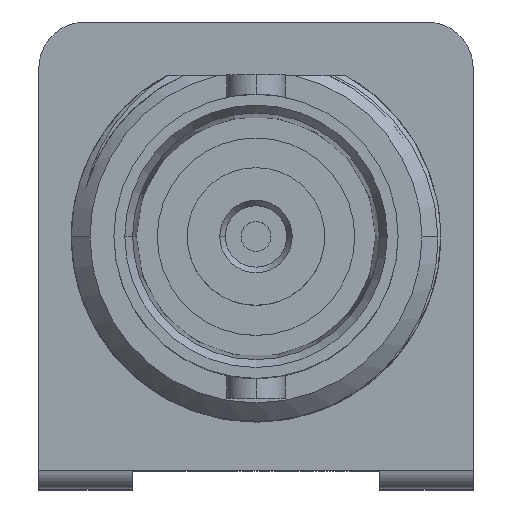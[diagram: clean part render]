
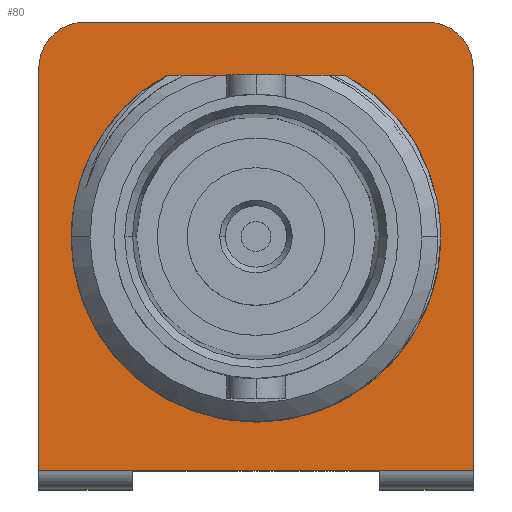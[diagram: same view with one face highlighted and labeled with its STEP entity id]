
A CAD part, top view. The second image highlights one B-rep face of the part: STEP entity #80.
In plain terms, the highlighted planar face has unit normal (0, 0, 1).
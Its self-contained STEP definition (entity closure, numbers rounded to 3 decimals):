
#80=ADVANCED_FACE('',(#331,#332),#333,.F.);
#331=FACE_OUTER_BOUND('',#776,.T.);
#332=FACE_BOUND('',#777,.T.);
#333=PLANE('',#778);
#776=EDGE_LOOP('',(#3711,#3712,#3713,#3714,#3715,#3716));
#777=EDGE_LOOP('',(#3717,#3718,#3719,#3720));
#778=AXIS2_PLACEMENT_3D('',#3721,#3722,#3723);
#3711=ORIENTED_EDGE('',*,*,#5241,.F.);
#3712=ORIENTED_EDGE('',*,*,#5242,.F.);
#3713=ORIENTED_EDGE('',*,*,#5243,.F.);
#3714=ORIENTED_EDGE('',*,*,#5244,.F.);
#3715=ORIENTED_EDGE('',*,*,#5245,.F.);
#3716=ORIENTED_EDGE('',*,*,#5246,.F.);
#3717=ORIENTED_EDGE('',*,*,#5240,.T.);
#3718=ORIENTED_EDGE('',*,*,#5069,.F.);
#3719=ORIENTED_EDGE('',*,*,#5073,.F.);
#3720=ORIENTED_EDGE('',*,*,#5247,.F.);
#3721=CARTESIAN_POINT('',(0.0,0.0,-21.209));
#3722=DIRECTION('',(0.0,0.0,-1.0));
#3723=DIRECTION('',(0.0,-1.0,0.0));
#5069=EDGE_CURVE('',#5647,#5649,#5650,.T.);
#5073=EDGE_CURVE('',#5654,#5647,#5657,.T.);
#5240=EDGE_CURVE('',#5839,#5649,#5963,.T.);
#5241=EDGE_CURVE('',#5964,#5965,#5966,.T.);
#5242=EDGE_CURVE('',#5967,#5964,#5968,.T.);
#5243=EDGE_CURVE('',#5969,#5967,#5970,.T.);
#5244=EDGE_CURVE('',#5971,#5969,#5972,.T.);
#5245=EDGE_CURVE('',#5973,#5971,#5974,.T.);
#5246=EDGE_CURVE('',#5965,#5973,#5975,.T.);
#5247=EDGE_CURVE('',#5839,#5654,#5976,.T.);
#5647=VERTEX_POINT('',#6625);
#5649=VERTEX_POINT('',#6628);
#5650=CIRCLE('',#6629,6.274);
#5654=VERTEX_POINT('',#6668);
#5657=CIRCLE('',#6672,6.274);
#5839=VERTEX_POINT('',#8077);
#5963=LINE('',#8417,#8418);
#5964=VERTEX_POINT('',#8419);
#5965=VERTEX_POINT('',#8420);
#5966=LINE('',#8421,#8422);
#5967=VERTEX_POINT('',#8423);
#5968=CIRCLE('',#8424,1.575);
#5969=VERTEX_POINT('',#8425);
#5970=LINE('',#8426,#8427);
#5971=VERTEX_POINT('',#8428);
#5972=LINE('',#8429,#8430);
#5973=VERTEX_POINT('',#8431);
#5974=LINE('',#8432,#8433);
#5975=CIRCLE('',#8434,1.575);
#5976=CIRCLE('',#8435,6.274);
#6625=CARTESIAN_POINT('',(6.274,0.,-21.209));
#6628=CARTESIAN_POINT('',(3.043,5.486,-21.209));
#6629=AXIS2_PLACEMENT_3D('',#10700,#10701,#10702);
#6668=CARTESIAN_POINT('',(-6.274,0.,-21.209));
#6672=AXIS2_PLACEMENT_3D('',#10705,#10706,#10707);
#8077=CARTESIAN_POINT('',(-3.043,5.486,-21.209));
#8417=CARTESIAN_POINT('',(-3.043,5.486,-21.209));
#8418=VECTOR('',#10844,6.086);
#8419=CARTESIAN_POINT('',(-5.804,7.315,-21.209));
#8420=CARTESIAN_POINT('',(5.804,7.315,-21.209));
#8421=CARTESIAN_POINT('',(-5.804,7.315,-21.209));
#8422=VECTOR('',#10845,11.608);
#8423=CARTESIAN_POINT('',(-7.379,5.74,-21.209));
#8424=AXIS2_PLACEMENT_3D('',#10846,#10847,#10848);
#8425=CARTESIAN_POINT('',(-7.379,-7.925,-21.209));
#8426=CARTESIAN_POINT('',(-7.379,-7.925,-21.209));
#8427=VECTOR('',#10849,13.665);
#8428=CARTESIAN_POINT('',(7.379,-7.925,-21.209));
#8429=CARTESIAN_POINT('',(7.379,-7.925,-21.209));
#8430=VECTOR('',#10850,14.757);
#8431=CARTESIAN_POINT('',(7.379,5.74,-21.209));
#8432=CARTESIAN_POINT('',(7.379,5.74,-21.209));
#8433=VECTOR('',#10851,13.665);
#8434=AXIS2_PLACEMENT_3D('',#10852,#10853,#10854);
#8435=AXIS2_PLACEMENT_3D('',#10855,#10856,#10857);
#10700=CARTESIAN_POINT('',(0.0,0.0,-21.209));
#10701=DIRECTION('',(0.0,0.0,1.0));
#10702=DIRECTION('',(-0.485,0.874,0.0));
#10705=CARTESIAN_POINT('',(0.0,0.0,-21.209));
#10706=DIRECTION('',(0.0,0.0,1.0));
#10707=DIRECTION('',(-0.485,0.874,0.0));
#10844=DIRECTION('',(1.0,0.0,0.0));
#10845=DIRECTION('',(1.0,0.0,0.0));
#10846=CARTESIAN_POINT('',(-5.804,5.74,-21.209));
#10847=DIRECTION('',(0.0,0.0,-1.0));
#10848=DIRECTION('',(-1.0,0.0,0.0));
#10849=DIRECTION('',(0.0,1.0,0.0));
#10850=DIRECTION('',(-1.0,0.0,0.0));
#10851=DIRECTION('',(0.0,-1.0,0.0));
#10852=CARTESIAN_POINT('',(5.804,5.74,-21.209));
#10853=DIRECTION('',(0.0,0.0,-1.0));
#10854=DIRECTION('',(0.0,1.0,0.0));
#10855=CARTESIAN_POINT('',(0.0,0.0,-21.209));
#10856=DIRECTION('',(0.0,0.0,1.0));
#10857=DIRECTION('',(-0.485,0.874,0.0));
